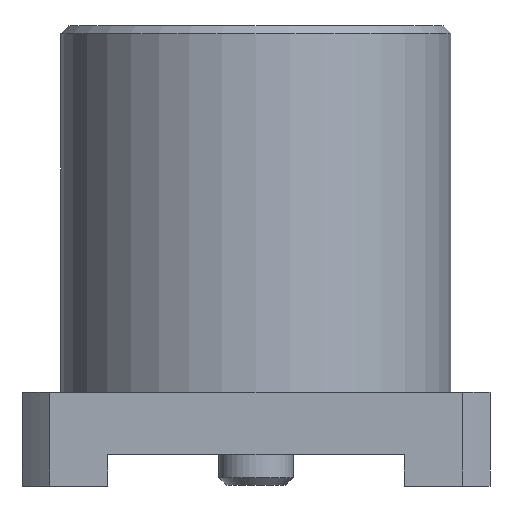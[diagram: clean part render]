
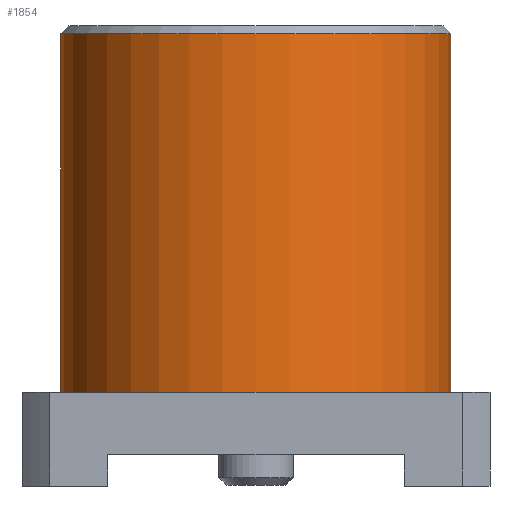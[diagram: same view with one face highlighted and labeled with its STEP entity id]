
A CAD part, front view. The second image highlights one B-rep face of the part: STEP entity #1854.
In plain terms, the highlighted cylindrical face has radius 2.5 mm (diameter 5 mm), a full revolution.
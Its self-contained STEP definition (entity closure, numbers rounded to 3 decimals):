
#259=CYLINDRICAL_SURFACE('',#1944,2.5);
#338=ORIENTED_EDGE('',*,*,#715,.T.);
#339=ORIENTED_EDGE('',*,*,#721,.F.);
#715=EDGE_CURVE('',#909,#909,#1043,.T.);
#721=EDGE_CURVE('',#915,#915,#1049,.T.);
#909=VERTEX_POINT('',#2486);
#915=VERTEX_POINT('',#2504);
#1043=CIRCLE('',#1933,2.5);
#1049=CIRCLE('',#1945,2.5);
#1116=EDGE_LOOP('',(#338));
#1117=EDGE_LOOP('',(#339));
#1210=FACE_BOUND('',#1116,.T.);
#1211=FACE_BOUND('',#1117,.T.);
#1854=ADVANCED_FACE('',(#1210,#1211),#259,.T.);
#1933=AXIS2_PLACEMENT_3D('',#2485,#2085,#2086);
#1944=AXIS2_PLACEMENT_3D('',#2502,#2107,#2108);
#1945=AXIS2_PLACEMENT_3D('',#2503,#2109,#2110);
#2085=DIRECTION('',(0.,0.,-1.));
#2086=DIRECTION('',(-1.,0.,0.));
#2107=DIRECTION('',(0.,0.,-1.));
#2108=DIRECTION('',(-1.,0.,0.));
#2109=DIRECTION('',(0.,0.,-1.));
#2110=DIRECTION('',(0.,1.,0.));
#2485=CARTESIAN_POINT('',(0.,0.,4.6));
#2486=CARTESIAN_POINT('',(-2.5,0.,4.6));
#2502=CARTESIAN_POINT('',(0.,0.,4.7));
#2503=CARTESIAN_POINT('',(0.,0.,0.));
#2504=CARTESIAN_POINT('',(0.,2.5,0.));
